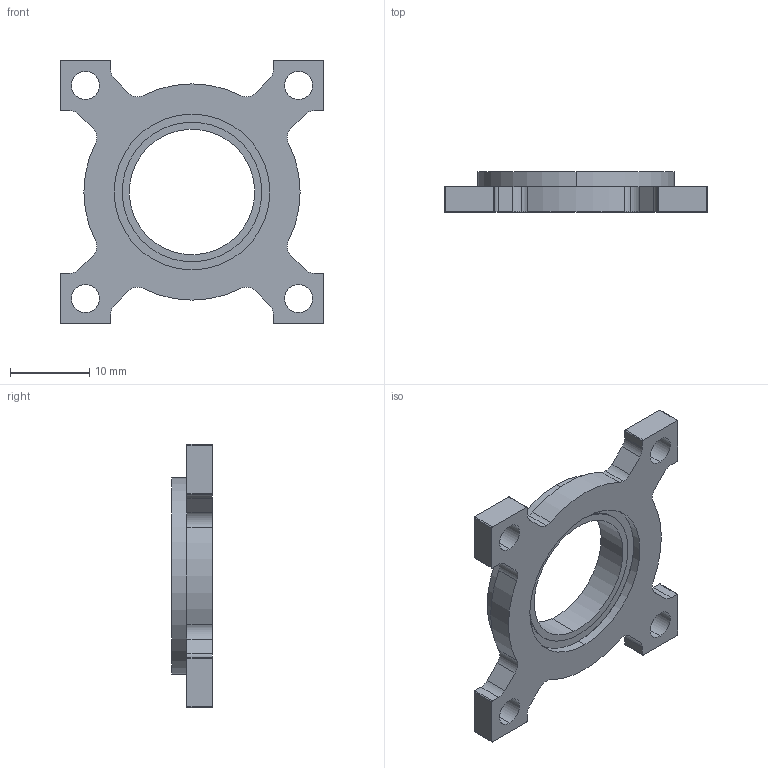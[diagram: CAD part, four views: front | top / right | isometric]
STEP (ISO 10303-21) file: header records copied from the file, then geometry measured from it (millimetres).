
FILE_DESCRIPTION (( 'STEP AP203' ), '1' );
FILE_NAME ('535122 assembly.STEP', '2014-07-08T18:56:47', ( 'Kyle' ), ( 'Microsoft' ), 'SwSTEP 2.0', 'SolidWorks 2014', '' );
FILE_SCHEMA (( 'CONFIG_CONTROL_DESIGN' ));
Length unit declared in the file: inch
Products named in the file (3): 535122; .625 x .875 non flanged bearing; 535122 assembly
Assembly tree (2 placements, depth 2):
  535122 assembly
    535122
    .625 x .875 non flanged bearing
Bounding box: 33.27 x 5.08 x 33.27 mm (x, y, z)
Volume: 2209.9 mm3; surface area: 2988.9 mm2
Topology: 2 solids, 2 shells, 95 faces, 255 edges, 170 vertices
Faces by surface type: cylinder 61, plane 34
Entity records: 3366 total; most frequent: DIRECTION 577, CARTESIAN_POINT 525, ORIENTED_EDGE 510, EDGE_CURVE 255, AXIS2_PLACEMENT_3D 222, VERTEX_POINT 170, VECTOR 133, LINE 133
